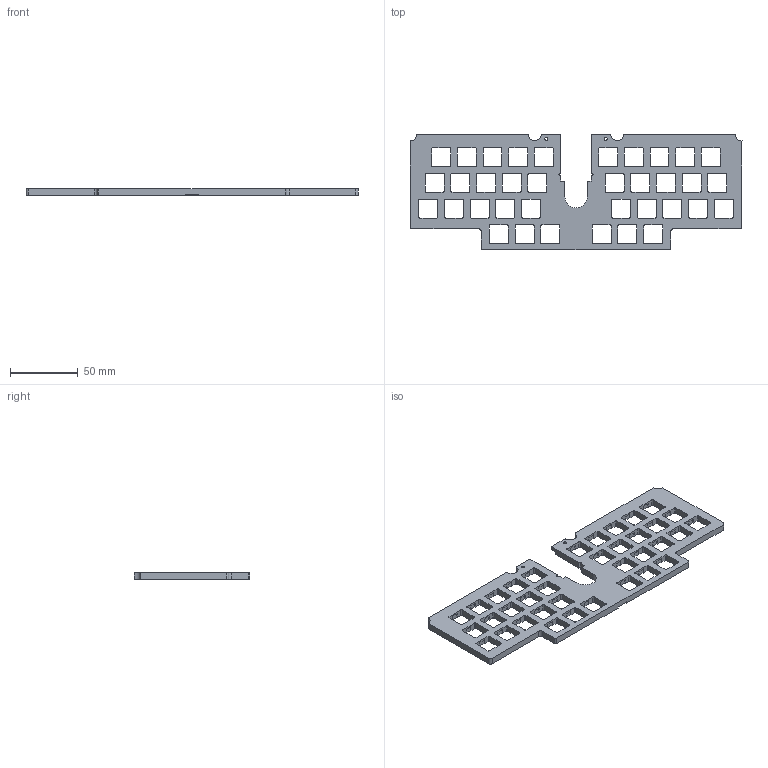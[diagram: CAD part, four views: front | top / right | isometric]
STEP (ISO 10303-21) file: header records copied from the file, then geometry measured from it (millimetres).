
FILE_DESCRIPTION(('FreeCAD Model'),'2;1');
FILE_NAME('Open CASCADE Shape Model','2026-01-16T14:38:21',(''),(''), 'Open CASCADE STEP processor 7.8','FreeCAD','Unknown');
FILE_SCHEMA(('AUTOMOTIVE_DESIGN { 1 0 10303 214 1 1 1 1 }'));
Length unit declared in the file: millimetre
Products named in the file (1): switchplate
Bounding box: 245.5 x 85.5 x 5 mm (x, y, z)
Volume: 54567.3 mm3; surface area: 36276.3 mm2
Topology: 1 solids, 1 shells, 628 faces, 1880 edges, 1254 vertices
Faces by surface type: plane 463, cylinder 165
Full cylindrical faces by diameter (mm): 2.2 x2
Entity records: 21206 total; most frequent: CARTESIAN_POINT 3763, ORIENTED_EDGE 3760, DIRECTION 3470, EDGE_CURVE 1880, LINE 1548, VECTOR 1548, VERTEX_POINT 1254, AXIS2_PLACEMENT_3D 961
